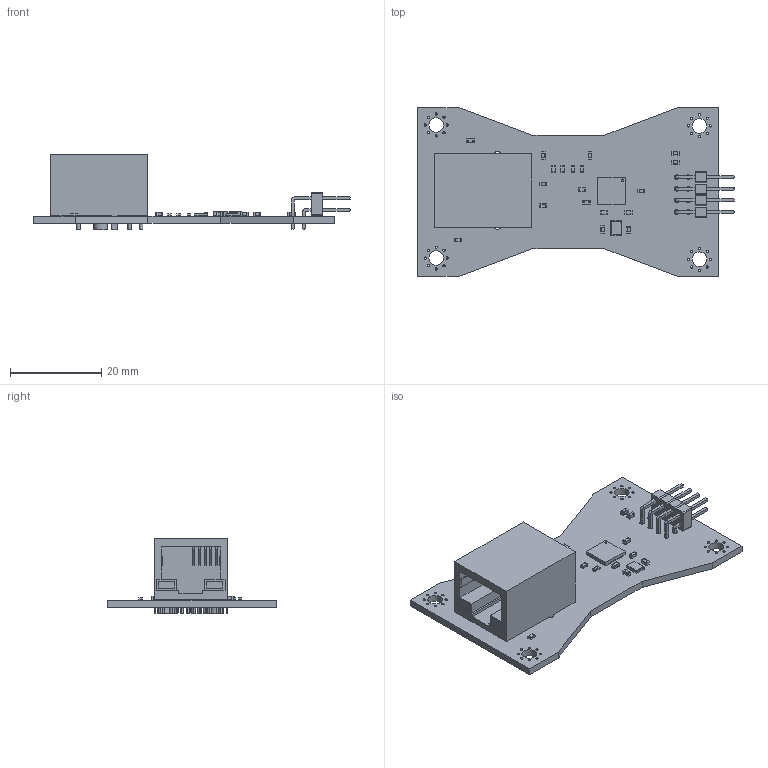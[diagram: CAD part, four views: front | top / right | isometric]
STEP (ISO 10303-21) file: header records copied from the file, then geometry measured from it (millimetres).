
FILE_DESCRIPTION(('KiCad electronic assembly'),'2;1');
FILE_NAME('ENC28J60_Dev_Board.step','2020-09-26T17:16:06',('An Author'), ('A Company'),'Open CASCADE STEP processor 6.9', 'KiCad to STEP converter','Unknown');
FILE_SCHEMA(('AUTOMOTIVE_DESIGN { 1 0 10303 214 1 1 1 1 }'));
Length unit declared in the file: millimetre
Products named in the file (14): Open CASCADE STEP translator 6.9 1; C_0603_1608Metric; SOLID; HANRUN_HY911130A; PinHeader_2x04_P2.54mm_Horizontal; R_0603_1608Metric; QFN-28-1EP_6x6mm_P0.65mm_EP4.25x4.25mm; Crystal_SMD_SeikoEpson_FA238-4Pin_3.2x2.5mm; COMPOUND
Assembly tree (30 placements, depth 3):
  Open CASCADE STEP translator 6.9 1
    C_0603_1608Metric  x11
      SOLID
    HANRUN_HY911130A
      SOLID
    PinHeader_2x04_P2.54mm_Horizontal
      SOLID
    R_0603_1608Metric  x8
      SOLID
    QFN-28-1EP_6x6mm_P0.65mm_EP4.25x4.25mm
      SOLID
    Crystal_SMD_SeikoEpson_FA238-4Pin_3.2x2.5mm
      SOLID
    COMPOUND
Bounding box: 69.33 x 37 x 16.55 mm (x, y, z)
Volume: 6335.8 mm3; surface area: 7974.8 mm2
Topology: 24 solids, 24 shells, 1142 faces, 2986 edges, 1958 vertices
Faces by surface type: plane 783, cylinder 359
Full cylindrical faces by diameter (mm): 0.5 x33, 0.89 x4, 0.9 x8, 1 x8, 1.6 x2, 3.2 x4, 3.25 x2
Entity records: 48705 total; most frequent: CARTESIAN_POINT 7893, DIRECTION 7051, LINE 4638, VECTOR 4638, ORIENTED_EDGE 3580, PCURVE 3580, DEFINITIONAL_REPRESENTATION 3580, EDGE_CURVE 1790
